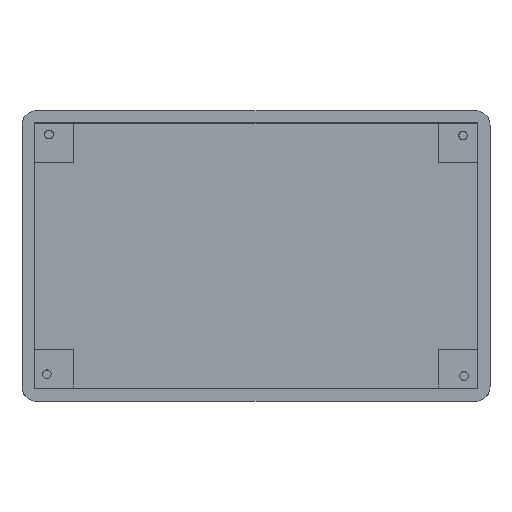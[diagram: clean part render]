
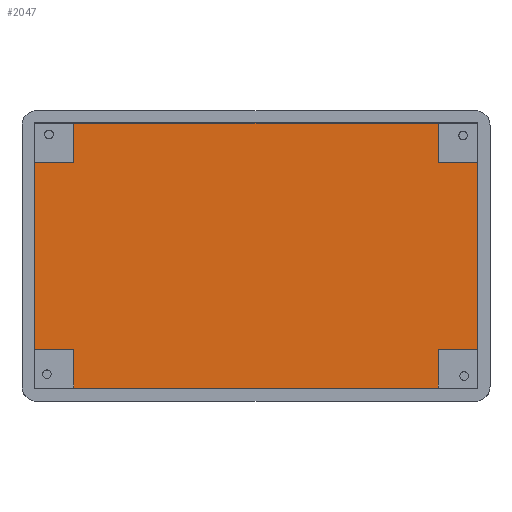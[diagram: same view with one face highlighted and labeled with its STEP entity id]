
A CAD part, top view. The second image highlights one B-rep face of the part: STEP entity #2047.
In plain terms, the highlighted planar face has unit normal (0, 0, 1).
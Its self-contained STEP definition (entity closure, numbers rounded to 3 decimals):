
#202=PLANE('',#2188);
#312=FACE_OUTER_BOUND('',#445,.T.);
#445=EDGE_LOOP('',(#1906,#1907,#1908,#1909,#1910,#1911,#1912,#1913,#1914,
#1915,#1916,#1917));
#589=LINE('',#3671,#772);
#596=LINE('',#3684,#779);
#604=LINE('',#3700,#787);
#609=LINE('',#3710,#792);
#611=LINE('',#3714,#794);
#614=LINE('',#3719,#797);
#616=LINE('',#3724,#799);
#619=LINE('',#3729,#802);
#621=LINE('',#3734,#804);
#624=LINE('',#3739,#807);
#626=LINE('',#3744,#809);
#629=LINE('',#3749,#812);
#772=VECTOR('',#2552,10.);
#779=VECTOR('',#2561,10.);
#787=VECTOR('',#2571,10.);
#792=VECTOR('',#2578,10.);
#794=VECTOR('',#2582,10.);
#797=VECTOR('',#2587,10.);
#799=VECTOR('',#2593,10.);
#802=VECTOR('',#2598,10.);
#804=VECTOR('',#2604,10.);
#807=VECTOR('',#2609,10.);
#809=VECTOR('',#2615,10.);
#812=VECTOR('',#2620,10.);
#1030=VERTEX_POINT('',#3668);
#1031=VERTEX_POINT('',#3670);
#1035=VERTEX_POINT('',#3681);
#1036=VERTEX_POINT('',#3683);
#1042=VERTEX_POINT('',#3697);
#1043=VERTEX_POINT('',#3699);
#1046=VERTEX_POINT('',#3707);
#1047=VERTEX_POINT('',#3709);
#1048=VERTEX_POINT('',#3713);
#1050=VERTEX_POINT('',#3723);
#1052=VERTEX_POINT('',#3733);
#1054=VERTEX_POINT('',#3743);
#1307=EDGE_CURVE('',#1031,#1030,#589,.T.);
#1314=EDGE_CURVE('',#1036,#1035,#596,.T.);
#1322=EDGE_CURVE('',#1043,#1042,#604,.T.);
#1327=EDGE_CURVE('',#1047,#1046,#609,.T.);
#1329=EDGE_CURVE('',#1042,#1048,#611,.T.);
#1332=EDGE_CURVE('',#1048,#1047,#614,.T.);
#1334=EDGE_CURVE('',#1030,#1050,#616,.T.);
#1337=EDGE_CURVE('',#1050,#1043,#619,.T.);
#1339=EDGE_CURVE('',#1052,#1036,#621,.T.);
#1342=EDGE_CURVE('',#1046,#1052,#624,.T.);
#1344=EDGE_CURVE('',#1035,#1054,#626,.T.);
#1347=EDGE_CURVE('',#1054,#1031,#629,.T.);
#1906=ORIENTED_EDGE('',*,*,#1332,.T.);
#1907=ORIENTED_EDGE('',*,*,#1327,.T.);
#1908=ORIENTED_EDGE('',*,*,#1342,.T.);
#1909=ORIENTED_EDGE('',*,*,#1339,.T.);
#1910=ORIENTED_EDGE('',*,*,#1314,.T.);
#1911=ORIENTED_EDGE('',*,*,#1344,.T.);
#1912=ORIENTED_EDGE('',*,*,#1347,.T.);
#1913=ORIENTED_EDGE('',*,*,#1307,.T.);
#1914=ORIENTED_EDGE('',*,*,#1334,.T.);
#1915=ORIENTED_EDGE('',*,*,#1337,.T.);
#1916=ORIENTED_EDGE('',*,*,#1322,.T.);
#1917=ORIENTED_EDGE('',*,*,#1329,.T.);
#2047=ADVANCED_FACE('',(#312),#202,.F.);
#2188=AXIS2_PLACEMENT_3D('',#3752,#2624,#2625);
#2552=DIRECTION('',(-1.,0.,0.));
#2561=DIRECTION('',(0.,1.,0.));
#2571=DIRECTION('',(0.,-1.,0.));
#2578=DIRECTION('',(1.,0.,0.));
#2582=DIRECTION('',(1.,0.,0.));
#2587=DIRECTION('',(0.,-1.,0.));
#2593=DIRECTION('',(0.,-1.,0.));
#2598=DIRECTION('',(-1.,0.,0.));
#2604=DIRECTION('',(1.,0.,0.));
#2609=DIRECTION('',(0.,1.,0.));
#2615=DIRECTION('',(-1.,0.,0.));
#2620=DIRECTION('',(0.,1.,0.));
#2624=DIRECTION('center_axis',(0.,0.,-1.));
#2625=DIRECTION('ref_axis',(1.,0.,0.));
#3668=CARTESIAN_POINT('',(7.5,53.5,-5.5));
#3670=CARTESIAN_POINT('',(81.5,53.5,-5.5));
#3671=CARTESIAN_POINT('',(89.5,53.5,-5.5));
#3681=CARTESIAN_POINT('',(89.5,45.5,-5.5));
#3683=CARTESIAN_POINT('',(89.5,7.5,-5.5));
#3684=CARTESIAN_POINT('',(89.5,-0.5,-5.5));
#3697=CARTESIAN_POINT('',(-0.5,7.5,-5.5));
#3699=CARTESIAN_POINT('',(-0.5,45.5,-5.5));
#3700=CARTESIAN_POINT('',(-0.5,53.5,-5.5));
#3707=CARTESIAN_POINT('',(81.5,-0.5,-5.5));
#3709=CARTESIAN_POINT('',(7.5,-0.5,-5.5));
#3710=CARTESIAN_POINT('',(-0.5,-0.5,-5.5));
#3713=CARTESIAN_POINT('',(7.5,7.5,-5.5));
#3714=CARTESIAN_POINT('',(26.,7.5,-5.5));
#3719=CARTESIAN_POINT('',(7.5,13.,-5.5));
#3723=CARTESIAN_POINT('',(7.5,45.5,-5.5));
#3724=CARTESIAN_POINT('',(7.5,36.,-5.5));
#3729=CARTESIAN_POINT('',(22.,45.5,-5.5));
#3733=CARTESIAN_POINT('',(81.5,7.5,-5.5));
#3734=CARTESIAN_POINT('',(67.,7.5,-5.5));
#3739=CARTESIAN_POINT('',(81.5,17.,-5.5));
#3743=CARTESIAN_POINT('',(81.5,45.5,-5.5));
#3744=CARTESIAN_POINT('',(63.,45.5,-5.5));
#3749=CARTESIAN_POINT('',(81.5,40.,-5.5));
#3752=CARTESIAN_POINT('Origin',(44.5,26.5,-5.5));
